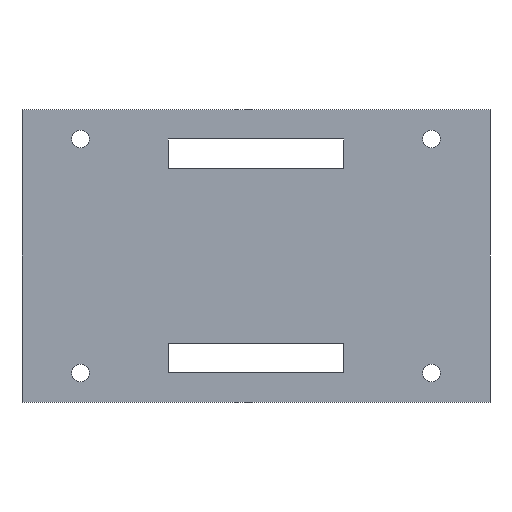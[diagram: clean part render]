
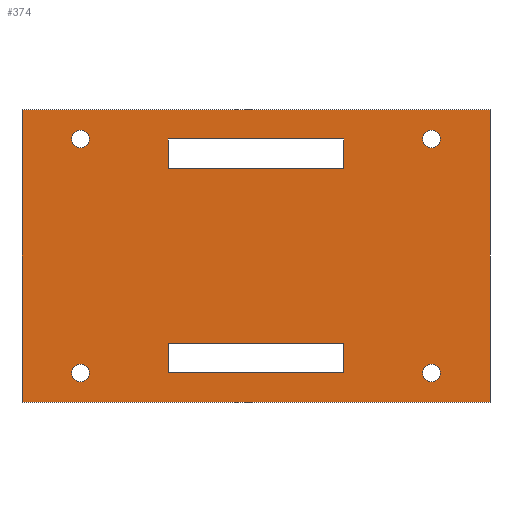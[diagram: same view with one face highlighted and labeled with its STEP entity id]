
A CAD part, front view. The second image highlights one B-rep face of the part: STEP entity #374.
In plain terms, the highlighted planar face has unit normal (0, -1, 0).
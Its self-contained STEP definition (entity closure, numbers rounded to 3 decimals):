
#21=FACE_BOUND('',#83,.T.);
#22=FACE_BOUND('',#84,.T.);
#23=FACE_BOUND('',#85,.T.);
#24=FACE_BOUND('',#86,.T.);
#25=FACE_BOUND('',#87,.T.);
#26=FACE_BOUND('',#88,.T.);
#40=PLANE('',#414);
#58=FACE_OUTER_BOUND('',#82,.T.);
#82=EDGE_LOOP('',(#337,#338,#339,#340));
#83=EDGE_LOOP('',(#341,#342,#343,#344));
#84=EDGE_LOOP('',(#345));
#85=EDGE_LOOP('',(#346,#347,#348,#349));
#86=EDGE_LOOP('',(#350));
#87=EDGE_LOOP('',(#351));
#88=EDGE_LOOP('',(#352));
#92=LINE('',#531,#132);
#96=LINE('',#539,#136);
#99=LINE('',#545,#139);
#102=LINE('',#550,#142);
#105=LINE('',#561,#145);
#109=LINE('',#569,#149);
#112=LINE('',#575,#152);
#115=LINE('',#580,#155);
#117=LINE('',#585,#157);
#121=LINE('',#593,#161);
#124=LINE('',#599,#164);
#127=LINE('',#604,#167);
#132=VECTOR('',#440,10.);
#136=VECTOR('',#446,10.);
#139=VECTOR('',#451,10.);
#142=VECTOR('',#456,10.);
#145=VECTOR('',#467,10.);
#149=VECTOR('',#473,10.);
#152=VECTOR('',#478,10.);
#155=VECTOR('',#483,10.);
#157=VECTOR('',#487,10.);
#161=VECTOR('',#493,10.);
#164=VECTOR('',#498,10.);
#167=VECTOR('',#503,10.);
#170=CIRCLE('',#391,1.5);
#172=CIRCLE('',#394,1.5);
#174=CIRCLE('',#397,1.5);
#176=CIRCLE('',#404,1.5);
#178=VERTEX_POINT('',#513);
#180=VERTEX_POINT('',#519);
#182=VERTEX_POINT('',#525);
#183=VERTEX_POINT('',#529);
#184=VERTEX_POINT('',#530);
#187=VERTEX_POINT('',#538);
#189=VERTEX_POINT('',#544);
#192=VERTEX_POINT('',#555);
#193=VERTEX_POINT('',#559);
#194=VERTEX_POINT('',#560);
#197=VERTEX_POINT('',#568);
#199=VERTEX_POINT('',#574);
#201=VERTEX_POINT('',#583);
#202=VERTEX_POINT('',#584);
#205=VERTEX_POINT('',#592);
#207=VERTEX_POINT('',#598);
#211=EDGE_CURVE('',#178,#178,#170,.T.);
#214=EDGE_CURVE('',#180,#180,#172,.T.);
#217=EDGE_CURVE('',#182,#182,#174,.T.);
#218=EDGE_CURVE('',#183,#184,#92,.T.);
#222=EDGE_CURVE('',#187,#183,#96,.T.);
#225=EDGE_CURVE('',#189,#187,#99,.T.);
#228=EDGE_CURVE('',#184,#189,#102,.T.);
#232=EDGE_CURVE('',#192,#192,#176,.T.);
#233=EDGE_CURVE('',#193,#194,#105,.T.);
#237=EDGE_CURVE('',#197,#193,#109,.T.);
#240=EDGE_CURVE('',#199,#197,#112,.T.);
#243=EDGE_CURVE('',#194,#199,#115,.T.);
#245=EDGE_CURVE('',#201,#202,#117,.T.);
#249=EDGE_CURVE('',#202,#205,#121,.T.);
#252=EDGE_CURVE('',#205,#207,#124,.T.);
#255=EDGE_CURVE('',#207,#201,#127,.T.);
#337=ORIENTED_EDGE('',*,*,#255,.T.);
#338=ORIENTED_EDGE('',*,*,#245,.T.);
#339=ORIENTED_EDGE('',*,*,#249,.T.);
#340=ORIENTED_EDGE('',*,*,#252,.T.);
#341=ORIENTED_EDGE('',*,*,#243,.F.);
#342=ORIENTED_EDGE('',*,*,#233,.F.);
#343=ORIENTED_EDGE('',*,*,#237,.F.);
#344=ORIENTED_EDGE('',*,*,#240,.F.);
#345=ORIENTED_EDGE('',*,*,#232,.F.);
#346=ORIENTED_EDGE('',*,*,#228,.F.);
#347=ORIENTED_EDGE('',*,*,#218,.F.);
#348=ORIENTED_EDGE('',*,*,#222,.F.);
#349=ORIENTED_EDGE('',*,*,#225,.F.);
#350=ORIENTED_EDGE('',*,*,#217,.F.);
#351=ORIENTED_EDGE('',*,*,#214,.F.);
#352=ORIENTED_EDGE('',*,*,#211,.F.);
#374=ADVANCED_FACE('',(#58,#21,#22,#23,#24,#25,#26),#40,.F.);
#391=AXIS2_PLACEMENT_3D('',#515,#422,#423);
#394=AXIS2_PLACEMENT_3D('',#521,#429,#430);
#397=AXIS2_PLACEMENT_3D('',#527,#436,#437);
#404=AXIS2_PLACEMENT_3D('',#557,#463,#464);
#414=AXIS2_PLACEMENT_3D('',#607,#507,#508);
#422=DIRECTION('center_axis',(0.,-1.,0.));
#423=DIRECTION('ref_axis',(1.,0.,0.));
#429=DIRECTION('center_axis',(0.,-1.,0.));
#430=DIRECTION('ref_axis',(1.,0.,0.));
#436=DIRECTION('center_axis',(0.,-1.,0.));
#437=DIRECTION('ref_axis',(1.,0.,0.));
#440=DIRECTION('',(0.,0.,-1.));
#446=DIRECTION('',(-1.,0.,0.));
#451=DIRECTION('',(0.,0.,1.));
#456=DIRECTION('',(1.,0.,0.));
#463=DIRECTION('center_axis',(0.,-1.,0.));
#464=DIRECTION('ref_axis',(1.,0.,0.));
#467=DIRECTION('',(0.,0.,-1.));
#473=DIRECTION('',(-1.,0.,0.));
#478=DIRECTION('',(0.,0.,1.));
#483=DIRECTION('',(1.,0.,0.));
#487=DIRECTION('',(0.,0.,-1.));
#493=DIRECTION('',(1.,0.,0.));
#498=DIRECTION('',(0.,0.,1.));
#503=DIRECTION('',(-1.,0.,0.));
#507=DIRECTION('center_axis',(0.,1.,0.));
#508=DIRECTION('ref_axis',(-1.,0.,0.));
#513=CARTESIAN_POINT('',(-46.5,8.,82.));
#515=CARTESIAN_POINT('Origin',(-45.,8.,82.));
#519=CARTESIAN_POINT('',(-46.5,8.,42.));
#521=CARTESIAN_POINT('Origin',(-45.,8.,42.));
#525=CARTESIAN_POINT('',(13.5,8.,82.));
#527=CARTESIAN_POINT('Origin',(15.,8.,82.));
#529=CARTESIAN_POINT('',(-30.,8.,47.));
#530=CARTESIAN_POINT('',(-30.,8.,42.));
#531=CARTESIAN_POINT('',(-30.,8.,47.));
#538=CARTESIAN_POINT('',(0.,8.,47.));
#539=CARTESIAN_POINT('',(0.,8.,47.));
#544=CARTESIAN_POINT('',(0.,8.,42.));
#545=CARTESIAN_POINT('',(0.,8.,42.));
#550=CARTESIAN_POINT('',(-30.,8.,42.));
#555=CARTESIAN_POINT('',(13.5,8.,42.));
#557=CARTESIAN_POINT('Origin',(15.,8.,42.));
#559=CARTESIAN_POINT('',(-30.,8.,82.));
#560=CARTESIAN_POINT('',(-30.,8.,77.));
#561=CARTESIAN_POINT('',(-30.,8.,82.));
#568=CARTESIAN_POINT('',(0.,8.,82.));
#569=CARTESIAN_POINT('',(0.,8.,82.));
#574=CARTESIAN_POINT('',(0.,8.,77.));
#575=CARTESIAN_POINT('',(0.,8.,77.));
#580=CARTESIAN_POINT('',(-30.,8.,77.));
#583=CARTESIAN_POINT('',(-55.,8.,87.));
#584=CARTESIAN_POINT('',(-55.,8.,37.));
#585=CARTESIAN_POINT('',(-55.,8.,87.));
#592=CARTESIAN_POINT('',(25.,8.,37.));
#593=CARTESIAN_POINT('',(-55.,8.,37.));
#598=CARTESIAN_POINT('',(25.,8.,87.));
#599=CARTESIAN_POINT('',(25.,8.,37.));
#604=CARTESIAN_POINT('',(25.,8.,87.));
#607=CARTESIAN_POINT('Origin',(-15.,8.,62.));
